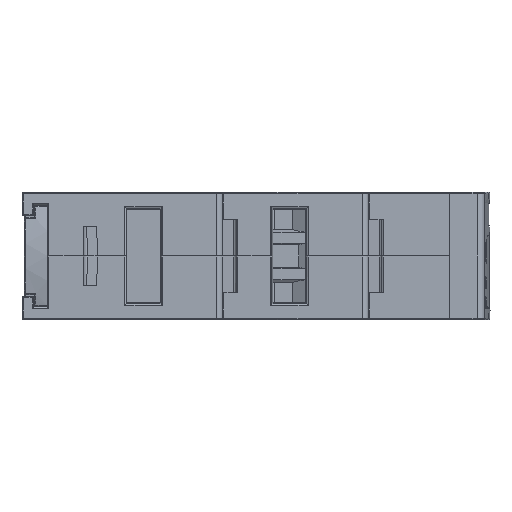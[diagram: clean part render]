
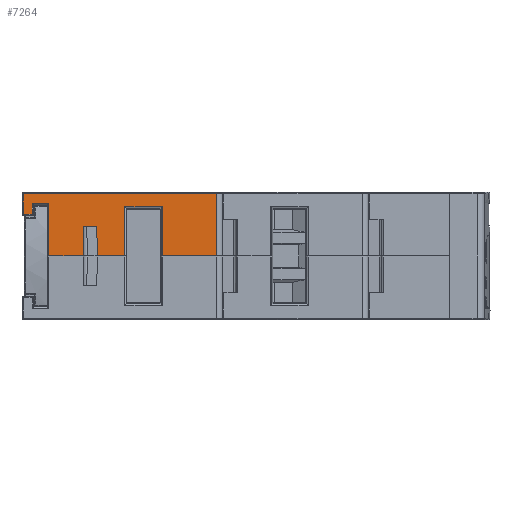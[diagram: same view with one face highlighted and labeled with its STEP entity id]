
A CAD part, front view. The second image highlights one B-rep face of the part: STEP entity #7264.
In plain terms, the highlighted planar face has unit normal (0, -1, 0).
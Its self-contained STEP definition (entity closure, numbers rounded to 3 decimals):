
#1603 = PLANE ( 'NONE',  #18477 ) ;
#1735 = CARTESIAN_POINT ( 'NONE',  ( 11.856, -58.236, 8.025 ) ) ;
#2781 = DIRECTION ( 'NONE',  ( 0., 0., 1. ) ) ;
#2931 = ORIENTED_EDGE ( 'NONE', *, *, #9927, .T. ) ;
#4153 = ORIENTED_EDGE ( 'NONE', *, *, #94868, .T. ) ;
#4202 = DIRECTION ( 'NONE',  ( 0., 0., -1. ) ) ;
#5293 = CARTESIAN_POINT ( 'NONE',  ( 29.739, -58.236, 8.025 ) ) ;
#7264 = ADVANCED_FACE ( 'NONE', ( #71325 ), #1603, .F. ) ;
#9787 = EDGE_CURVE ( 'NONE', #37217, #56696, #58756, .T. ) ;
#9927 = EDGE_CURVE ( 'NONE', #18157, #13004, #82146, .T. ) ;
#9950 = CARTESIAN_POINT ( 'NONE',  ( 37.956, -58.236, 3.275 ) ) ;
#11124 = CARTESIAN_POINT ( 'NONE',  ( 20.738, -58.236, 3.275 ) ) ;
#13004 = VERTEX_POINT ( 'NONE', #102579 ) ;
#14305 = DIRECTION ( 'NONE',  ( 1., 0., 0. ) ) ;
#14575 = EDGE_CURVE ( 'NONE', #66156, #104602, #85166, .T. ) ;
#16131 = ORIENTED_EDGE ( 'NONE', *, *, #21930, .T. ) ;
#16903 = ORIENTED_EDGE ( 'NONE', *, *, #70296, .T. ) ;
#18148 = CARTESIAN_POINT ( 'NONE',  ( 14.156, -58.236, 8.025 ) ) ;
#18157 = VERTEX_POINT ( 'NONE', #89024 ) ;
#18439 = VERTEX_POINT ( 'NONE', #101823 ) ;
#18477 = AXIS2_PLACEMENT_3D ( 'NONE', #34986, #59709, #83773 ) ;
#19178 = LINE ( 'NONE', #55410, #55587 ) ;
#19416 = CARTESIAN_POINT ( 'NONE',  ( 24.572, -58.236, 6.008 ) ) ;
#19581 = LINE ( 'NONE', #82473, #104091 ) ;
#20246 = ORIENTED_EDGE ( 'NONE', *, *, #62838, .T. ) ;
#20783 = CARTESIAN_POINT ( 'NONE',  ( 10.656, -58.236, 7.825 ) ) ;
#21930 = EDGE_CURVE ( 'NONE', #94189, #83235, #79483, .T. ) ;
#22492 = LINE ( 'NONE', #9950, #48474 ) ;
#22814 = CARTESIAN_POINT ( 'NONE',  ( 37.956, -58.236, 7.825 ) ) ;
#23597 = VECTOR ( 'NONE', #2781, 1000. ) ;
#23781 = CARTESIAN_POINT ( 'NONE',  ( 10.656, -58.236, 8.025 ) ) ;
#25245 = DIRECTION ( 'NONE',  ( 1., 0., 0. ) ) ;
#26432 = ORIENTED_EDGE ( 'NONE', *, *, #58548, .F. ) ;
#28668 = VECTOR ( 'NONE', #74056, 1000. ) ;
#30982 = VECTOR ( 'NONE', #97521, 1000. ) ;
#31055 = CARTESIAN_POINT ( 'NONE',  ( 37.156, -58.236, 7.825 ) ) ;
#32748 = ORIENTED_EDGE ( 'NONE', *, *, #67569, .T. ) ;
#34688 = CARTESIAN_POINT ( 'NONE',  ( 37.156, -58.236, -0.725 ) ) ;
#34986 = CARTESIAN_POINT ( 'NONE',  ( 37.956, -58.236, 8.025 ) ) ;
#35829 = CARTESIAN_POINT ( 'NONE',  ( 37.156, -58.236, 8.025 ) ) ;
#36105 = VERTEX_POINT ( 'NONE', #82892 ) ;
#36375 = VERTEX_POINT ( 'NONE', #71820 ) ;
#37217 = VERTEX_POINT ( 'NONE', #34688 ) ;
#38845 = DIRECTION ( 'NONE',  ( -0.009, 0., 1. ) ) ;
#39634 = LINE ( 'NONE', #18148, #103359 ) ;
#39818 = VECTOR ( 'NONE', #66427, 1000. ) ;
#41692 = CARTESIAN_POINT ( 'NONE',  ( 18.873, -58.236, 3.275 ) ) ;
#42713 = DIRECTION ( 'NONE',  ( -1., 0., 0. ) ) ;
#45396 = DIRECTION ( 'NONE',  ( 1., 0., 0. ) ) ;
#45581 = ORIENTED_EDGE ( 'NONE', *, *, #9787, .T. ) ;
#47569 = CARTESIAN_POINT ( 'NONE',  ( 37.956, -58.236, -0.725 ) ) ;
#48474 = VECTOR ( 'NONE', #42713, 1000. ) ;
#51285 = DIRECTION ( 'NONE',  ( 0., 0., -1. ) ) ;
#51361 = ORIENTED_EDGE ( 'NONE', *, *, #57578, .T. ) ;
#51499 = CARTESIAN_POINT ( 'NONE',  ( 29.739, -58.236, 6.008 ) ) ;
#51685 = EDGE_CURVE ( 'NONE', #36105, #72692, #64357, .T. ) ;
#52566 = VECTOR ( 'NONE', #58651, 1000. ) ;
#54742 = VECTOR ( 'NONE', #4202, 1000. ) ;
#55274 = VECTOR ( 'NONE', #25245, 1000. ) ;
#55410 = CARTESIAN_POINT ( 'NONE',  ( 37.956, -58.236, 4.975 ) ) ;
#55587 = VECTOR ( 'NONE', #14305, 1000. ) ;
#55866 = LINE ( 'NONE', #22814, #80604 ) ;
#56696 = VERTEX_POINT ( 'NONE', #31055 ) ;
#57578 = EDGE_CURVE ( 'NONE', #18439, #104602, #60506, .T. ) ;
#57912 = ORIENTED_EDGE ( 'NONE', *, *, #61542, .T. ) ;
#58548 = EDGE_CURVE ( 'NONE', #72692, #66156, #22492, .T. ) ;
#58651 = DIRECTION ( 'NONE',  ( -0.009, 0., -1. ) ) ;
#58756 = LINE ( 'NONE', #35829, #23597 ) ;
#59709 = DIRECTION ( 'NONE',  ( 0., 1., 0. ) ) ;
#60340 = ORIENTED_EDGE ( 'NONE', *, *, #99972, .T. ) ;
#60506 = LINE ( 'NONE', #47569, #39818 ) ;
#60645 = CARTESIAN_POINT ( 'NONE',  ( 18.916, -58.236, 8.191 ) ) ;
#61542 = EDGE_CURVE ( 'NONE', #86449, #91319, #19581, .T. ) ;
#62838 = EDGE_CURVE ( 'NONE', #105475, #18157, #19178, .T. ) ;
#63114 = VECTOR ( 'NONE', #38845, 1000. ) ;
#64255 = LINE ( 'NONE', #66337, #55274 ) ;
#64357 = LINE ( 'NONE', #105724, #63114 ) ;
#65477 = VERTEX_POINT ( 'NONE', #20783 ) ;
#66156 = VERTEX_POINT ( 'NONE', #41692 ) ;
#66337 = CARTESIAN_POINT ( 'NONE',  ( 37.956, -58.236, -0.725 ) ) ;
#66427 = DIRECTION ( 'NONE',  ( 1., 0., 0. ) ) ;
#67569 = EDGE_CURVE ( 'NONE', #83235, #37217, #64255, .T. ) ;
#69354 = EDGE_CURVE ( 'NONE', #13004, #36375, #99935, .T. ) ;
#69741 = ORIENTED_EDGE ( 'NONE', *, *, #85519, .T. ) ;
#70296 = EDGE_CURVE ( 'NONE', #36375, #18439, #39634, .T. ) ;
#70467 = EDGE_CURVE ( 'NONE', #36105, #86449, #73396, .T. ) ;
#71325 = FACE_OUTER_BOUND ( 'NONE', #73320, .T. ) ;
#71820 = CARTESIAN_POINT ( 'NONE',  ( 14.156, -58.236, 6.475 ) ) ;
#72692 = VERTEX_POINT ( 'NONE', #11124 ) ;
#73320 = EDGE_LOOP ( 'NONE', ( #32748, #45581, #4153, #60340, #20246, #2931, #103201, #16903, #51361, #106294, #26432, #85319, #101375, #57912, #69741, #16131 ) ) ;
#73345 = CARTESIAN_POINT ( 'NONE',  ( 37.956, -58.236, 6.008 ) ) ;
#73396 = LINE ( 'NONE', #86891, #98147 ) ;
#74056 = DIRECTION ( 'NONE',  ( 1., 0., 0. ) ) ;
#74292 = VECTOR ( 'NONE', #100960, 1000. ) ;
#79483 = LINE ( 'NONE', #5293, #54742 ) ;
#80604 = VECTOR ( 'NONE', #81717, 1000. ) ;
#81717 = DIRECTION ( 'NONE',  ( -1., 0., 0. ) ) ;
#82146 = LINE ( 'NONE', #1735, #74292 ) ;
#82473 = CARTESIAN_POINT ( 'NONE',  ( 24.572, -58.236, 8.025 ) ) ;
#82892 = CARTESIAN_POINT ( 'NONE',  ( 20.773, -58.236, -0.725 ) ) ;
#83235 = VERTEX_POINT ( 'NONE', #101888 ) ;
#83773 = DIRECTION ( 'NONE',  ( -1., 0., 0. ) ) ;
#85166 = LINE ( 'NONE', #60645, #52566 ) ;
#85319 = ORIENTED_EDGE ( 'NONE', *, *, #51685, .F. ) ;
#85519 = EDGE_CURVE ( 'NONE', #91319, #94189, #88490, .T. ) ;
#86449 = VERTEX_POINT ( 'NONE', #105140 ) ;
#86891 = CARTESIAN_POINT ( 'NONE',  ( 37.956, -58.236, -0.725 ) ) ;
#88172 = LINE ( 'NONE', #23781, #98583 ) ;
#88490 = LINE ( 'NONE', #73345, #28668 ) ;
#89024 = CARTESIAN_POINT ( 'NONE',  ( 11.856, -58.236, 4.975 ) ) ;
#89687 = DIRECTION ( 'NONE',  ( 0., 0., -1. ) ) ;
#91319 = VERTEX_POINT ( 'NONE', #19416 ) ;
#94189 = VERTEX_POINT ( 'NONE', #51499 ) ;
#94868 = EDGE_CURVE ( 'NONE', #56696, #65477, #55866, .T. ) ;
#97521 = DIRECTION ( 'NONE',  ( 1., 0., 0. ) ) ;
#98147 = VECTOR ( 'NONE', #45396, 1000. ) ;
#98241 = CARTESIAN_POINT ( 'NONE',  ( 37.956, -58.236, 6.475 ) ) ;
#98583 = VECTOR ( 'NONE', #89687, 1000. ) ;
#99935 = LINE ( 'NONE', #98241, #30982 ) ;
#99972 = EDGE_CURVE ( 'NONE', #65477, #105475, #88172, .T. ) ;
#100960 = DIRECTION ( 'NONE',  ( 0., 0., 1. ) ) ;
#101375 = ORIENTED_EDGE ( 'NONE', *, *, #70467, .T. ) ;
#101823 = CARTESIAN_POINT ( 'NONE',  ( 14.156, -58.236, -0.725 ) ) ;
#101888 = CARTESIAN_POINT ( 'NONE',  ( 29.739, -58.236, -0.725 ) ) ;
#102579 = CARTESIAN_POINT ( 'NONE',  ( 11.856, -58.236, 6.475 ) ) ;
#103201 = ORIENTED_EDGE ( 'NONE', *, *, #69354, .T. ) ;
#103359 = VECTOR ( 'NONE', #51285, 1000. ) ;
#104091 = VECTOR ( 'NONE', #107162, 1000. ) ;
#104602 = VERTEX_POINT ( 'NONE', #106190 ) ;
#105140 = CARTESIAN_POINT ( 'NONE',  ( 24.572, -58.236, -0.725 ) ) ;
#105475 = VERTEX_POINT ( 'NONE', #106217 ) ;
#105724 = CARTESIAN_POINT ( 'NONE',  ( 20.698, -58.236, 7.874 ) ) ;
#106190 = CARTESIAN_POINT ( 'NONE',  ( 18.838, -58.236, -0.725 ) ) ;
#106217 = CARTESIAN_POINT ( 'NONE',  ( 10.656, -58.236, 4.975 ) ) ;
#106294 = ORIENTED_EDGE ( 'NONE', *, *, #14575, .F. ) ;
#107162 = DIRECTION ( 'NONE',  ( 0., 0., 1. ) ) ;
